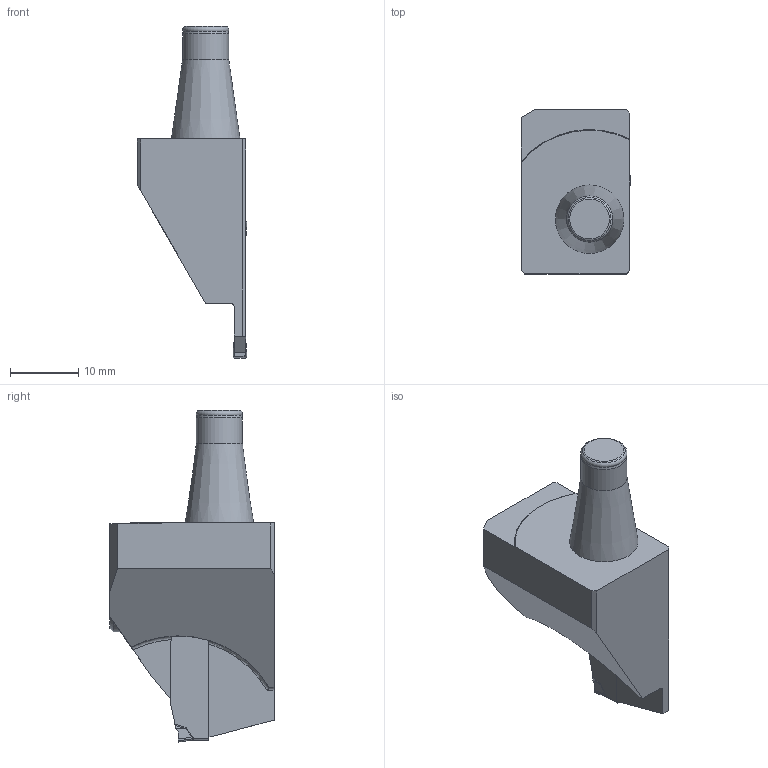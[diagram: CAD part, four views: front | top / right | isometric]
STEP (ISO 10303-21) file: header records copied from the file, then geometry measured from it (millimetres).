
FILE_DESCRIPTION(/* description */ (''),/* implementation_level */ '2;1');
FILE_NAME(/* name */ '1725180025702.stp',/* time_stamp */ '2024-09-01T14:10:37+06:00',/* author */ (''),/* organization */ ('SMS'),/* preprocessor_version */ 'ST-DEVELOPER v16.7',/* originating_system */ 'SIEMENS PLM Software NX 12.0',/* authorisation */ '');
FILE_SCHEMA (('AUTOMOTIVE_DESIGN { 1 0 10303 214 3 1 1 1 }'));
Length unit declared in the file: millimetre
Products named in the file (4): ASSEMBLY_CONSTRUCTION; 204179128nuc000_00; 205354376mod000_00; 205354380mod000_00
Assembly tree (3 placements, depth 2):
  205354380mod000_00
    205354376mod000_00
    204179128nuc000_00
    ASSEMBLY_CONSTRUCTION
Bounding box: 16 x 24 x 48.5 mm (x, y, z)
Volume: 7046.4 mm3; surface area: 3002.5 mm2
Topology: 2 solids, 2 shells, 110 faces, 281 edges, 183 vertices
Faces by surface type: plane 50, bspline 32, cylinder 20, cone 5, torus 3
Full cylindrical faces by diameter (mm): 6.75 x1
Entity records: 4269 total; most frequent: CARTESIAN_POINT 1728, ORIENTED_EDGE 548, DIRECTION 432, EDGE_CURVE 274, VERTEX_POINT 175, AXIS2_PLACEMENT_3D 147, LINE 138, VECTOR 138
